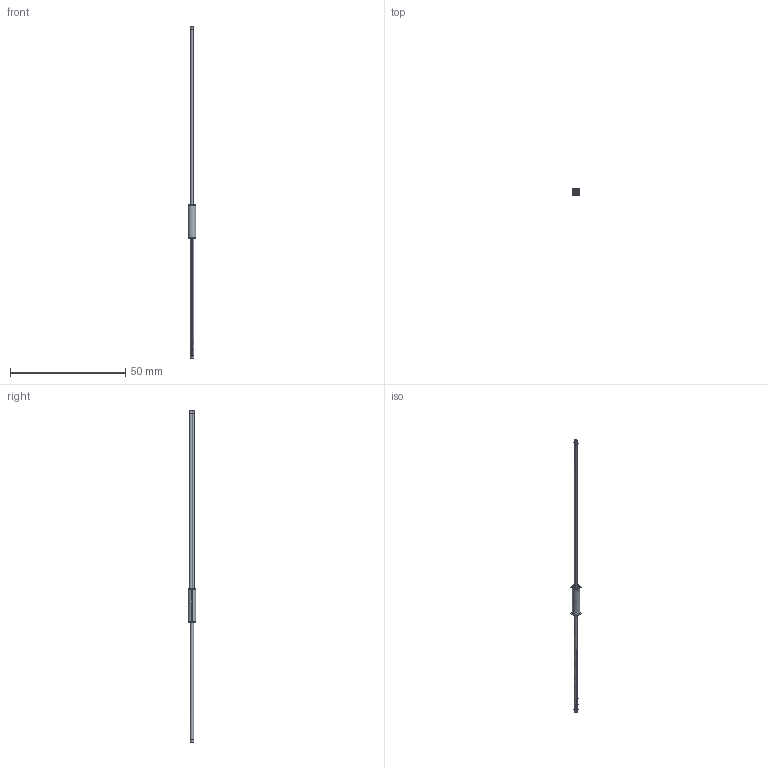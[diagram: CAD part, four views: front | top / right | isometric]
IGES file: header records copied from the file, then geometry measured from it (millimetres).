
Start section:  PTC IGES file: 176182.igs
Global section: file name: 176182.igs; native system: Creo Parametric by Parametric Technology Corporation; preprocessor: 2013230; author: pdmadmin; organization: Unknown; date: 20160105.131249; units: millimetre
Bounding box: 3.3 x 3.3 x 143.8 mm (x, y, z)
Volume: 225.1 mm3; surface area: 7139.5 mm2
Topology: 7 solids, 7 shells, 106 faces, 496 edges, 632 vertices
Faces by surface type: revolution 70, bspline 36
